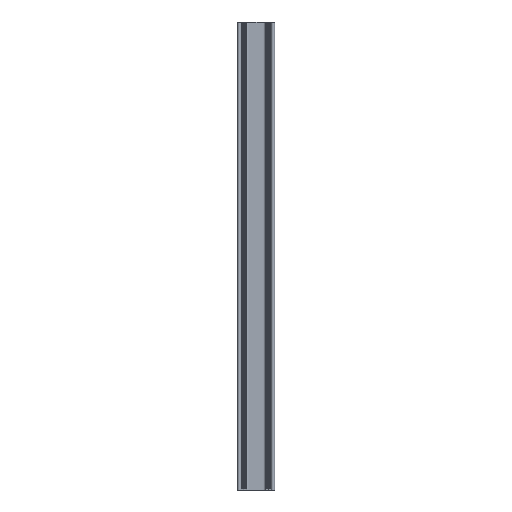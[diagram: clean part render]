
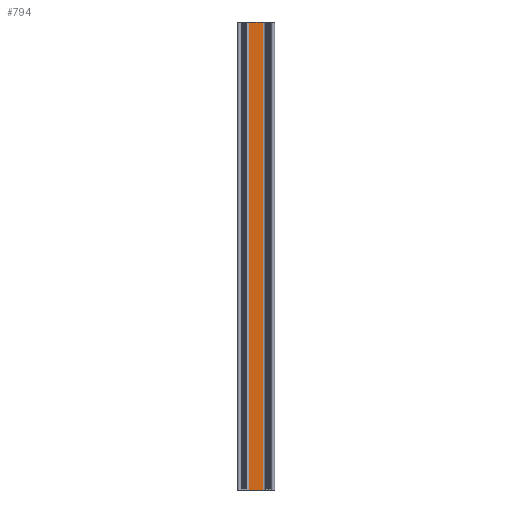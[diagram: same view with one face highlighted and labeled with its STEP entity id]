
A CAD part, front view. The second image highlights one B-rep face of the part: STEP entity #794.
In plain terms, the highlighted planar face has unit normal (0, -1, 0).
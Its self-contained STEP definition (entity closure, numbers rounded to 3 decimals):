
#27 = EDGE_CURVE ( 'NONE', #120, #28, #1248, .T. ) ;
#28 = VERTEX_POINT ( 'NONE', #1247 ) ;
#40 = EDGE_CURVE ( 'NONE', #28, #41, #1242, .T. ) ;
#41 = VERTEX_POINT ( 'NONE', #1296 ) ;
#88 = EDGE_CURVE ( 'NONE', #41, #153, #1421, .T. ) ;
#120 = VERTEX_POINT ( 'NONE', #1452 ) ;
#153 = VERTEX_POINT ( 'NONE', #1456 ) ;
#667 = EDGE_CURVE ( 'NONE', #153, #120, #2296, .T. ) ;
#681 = ORIENTED_EDGE ( 'NONE', *, *, #667, .T. ) ;
#682 = ORIENTED_EDGE ( 'NONE', *, *, #27, .T. ) ;
#683 = ORIENTED_EDGE ( 'NONE', *, *, #40, .T. ) ;
#789 = EDGE_LOOP ( 'NONE', ( #793, #681, #682, #683 ) ) ;
#793 = ORIENTED_EDGE ( 'NONE', *, *, #88, .T. ) ;
#794 = ADVANCED_FACE ( 'NONE', ( #2548 ), #2545, .T. ) ;
#1242 = LINE ( 'NONE', #1295, #1294 ) ;
#1246 = VECTOR ( 'NONE', #1253, 1000. ) ;
#1247 = CARTESIAN_POINT ( 'NONE',  ( 1113.218, 950.786, 500. ) ) ;
#1248 = LINE ( 'NONE', #1258, #1246 ) ;
#1253 = DIRECTION ( 'NONE',  ( -1., 0., 0. ) ) ;
#1258 = CARTESIAN_POINT ( 'NONE',  ( 1128.218, 950.786, 500. ) ) ;
#1293 = DIRECTION ( 'NONE',  ( 0., 0., -1. ) ) ;
#1294 = VECTOR ( 'NONE', #1293, 1000. ) ;
#1295 = CARTESIAN_POINT ( 'NONE',  ( 1113.218, 950.786, 0. ) ) ;
#1296 = CARTESIAN_POINT ( 'NONE',  ( 1113.218, 950.786, 0. ) ) ;
#1407 = DIRECTION ( 'NONE',  ( 1., 0., 0. ) ) ;
#1418 = CARTESIAN_POINT ( 'NONE',  ( 1128.218, 950.786, 0. ) ) ;
#1421 = LINE ( 'NONE', #1418, #1504 ) ;
#1452 = CARTESIAN_POINT ( 'NONE',  ( 1128.218, 950.786, 500. ) ) ;
#1456 = CARTESIAN_POINT ( 'NONE',  ( 1128.218, 950.786, 0. ) ) ;
#1504 = VECTOR ( 'NONE', #1407, 1000. ) ;
#2296 = LINE ( 'NONE', #2383, #2382 ) ;
#2326 = DIRECTION ( 'NONE',  ( 0., 0., 1. ) ) ;
#2382 = VECTOR ( 'NONE', #2326, 1000. ) ;
#2383 = CARTESIAN_POINT ( 'NONE',  ( 1128.218, 950.786, 0. ) ) ;
#2538 = DIRECTION ( 'NONE',  ( 0., 0., -1. ) ) ;
#2539 = DIRECTION ( 'NONE',  ( 0., -1., 0. ) ) ;
#2541 = CARTESIAN_POINT ( 'NONE',  ( 1128.218, 950.786, 0. ) ) ;
#2545 = PLANE ( 'NONE',  #2547 ) ;
#2547 = AXIS2_PLACEMENT_3D ( 'NONE', #2541, #2539, #2538 ) ;
#2548 = FACE_OUTER_BOUND ( 'NONE', #789, .T. ) ;
